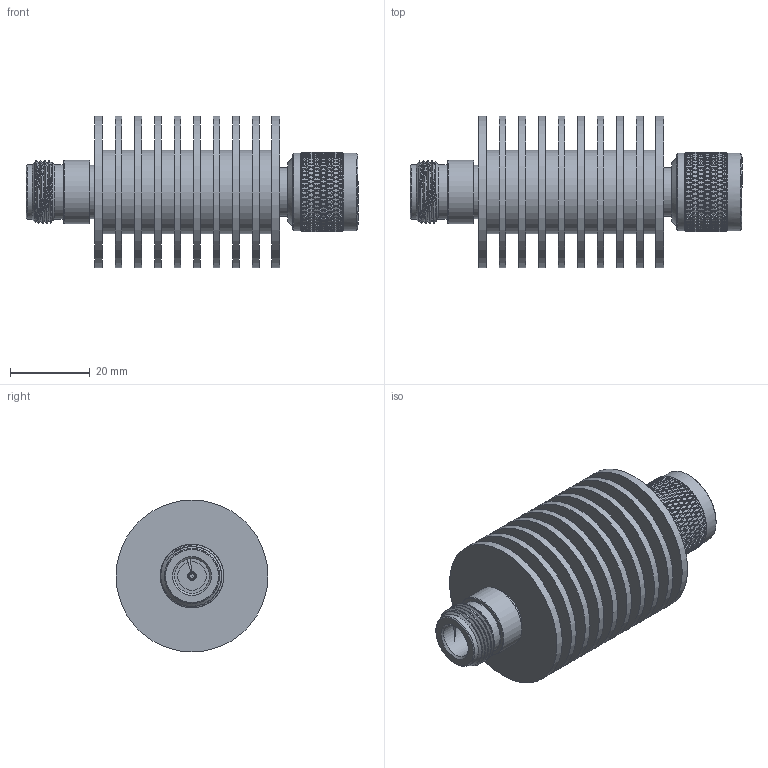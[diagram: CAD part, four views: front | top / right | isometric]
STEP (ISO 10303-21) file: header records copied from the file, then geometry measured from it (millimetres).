
FILE_DESCRIPTION (( 'STEP AP203' ), '1' );
FILE_NAME ('PE7392-XX_3D.step', '2020-12-07T18:26:26', ( '' ), ( '' ), 'SwSTEP 2.0', 'SolidWorks 2018', '' );
FILE_SCHEMA (( 'CONFIG_CONTROL_DESIGN' ));
Products named in the file (1): PE7392-XX_3D
Bounding box: 83 x 38 x 38 mm (x, y, z)
Volume: 35460.9 mm3; surface area: 24806.7 mm2
Topology: 1 solids, 1 shells, 2543 faces, 5148 edges, 2641 vertices
Faces by surface type: bspline 1767, cylinder 489, cone 238, plane 48, torus 1
Full cylindrical faces by diameter (mm): 1.27 x1, 1.524 x1, 2.286 x1, 2.794 x1, 6.985 x1, 7.112 x1, 8.255 x1, 8.636 x1, 12.095 x1, 13.335 x1, 13.716 x2, 15.875 x6, 19.461 x2, 20.805 x9, 38 x10
Entity records: 91939 total; most frequent: CARTESIAN_POINT 59050, ORIENTED_EDGE 10144, EDGE_CURVE 5072, VERTEX_POINT 2620, EDGE_LOOP 2620, FACE_OUTER_BOUND 2574, ADVANCED_FACE 2537, DIRECTION 2524
